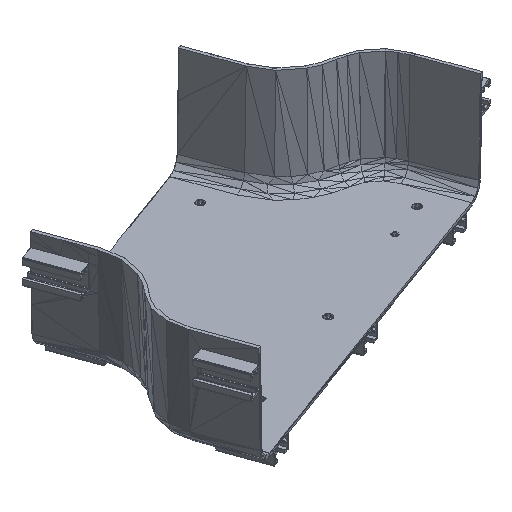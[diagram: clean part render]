
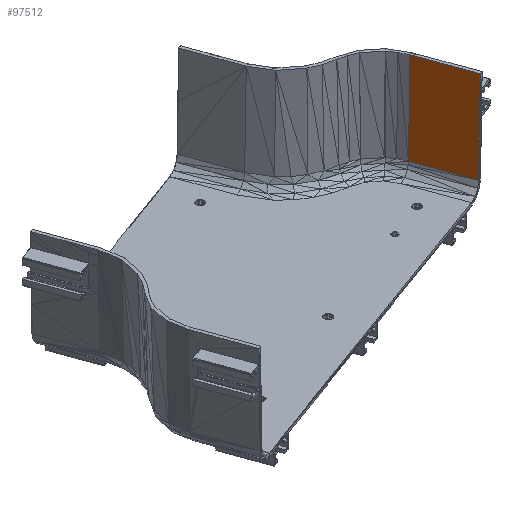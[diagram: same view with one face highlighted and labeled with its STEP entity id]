
A CAD part, isometric view. The second image highlights one B-rep face of the part: STEP entity #97512.
In plain terms, the highlighted planar face has unit normal (-0.939, -0.342, 0.03).
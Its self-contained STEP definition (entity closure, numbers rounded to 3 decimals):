
#11985 = PLANE('',#11986);
#11986 = AXIS2_PLACEMENT_3D('',#11987,#11988,#11989);
#11987 = CARTESIAN_POINT('',(-1263.901,-7724.443,
    15.95));
#11988 = DIRECTION('',(0.,0.,1.));
#11989 = DIRECTION('',(1.,0.,0.));
#43092 = VERTEX_POINT('',#43093);
#43093 = CARTESIAN_POINT('',(-1204.391,-7811.541,
    -73.406));
#43107 = PLANE('',#43108);
#43108 = AXIS2_PLACEMENT_3D('',#43109,#43110,#43111);
#43109 = CARTESIAN_POINT('',(-1202.981,-7811.028,
    -32.443));
#43110 = DIRECTION('',(0.342,-0.94,
    0.));
#43111 = DIRECTION('',(-0.94,-0.342,0.));
#43164 = PLANE('',#43165);
#43165 = AXIS2_PLACEMENT_3D('',#43166,#43167,#43168);
#43166 = CARTESIAN_POINT('',(-1214.057,-7785.372,
    -74.214));
#43167 = DIRECTION('',(-0.927,-0.338,0.162));
#43168 = DIRECTION('',(0.342,-0.94,
    0.));
#43234 = VERTEX_POINT('',#43235);
#43235 = CARTESIAN_POINT('',(-1201.899,-7810.634,
    15.95));
#43261 = EDGE_CURVE('',#43234,#43092,#43262,.T.);
#43262 = SURFACE_CURVE('',#43263,(#43267,#43274),.PCURVE_S1.);
#43263 = LINE('',#43264,#43265);
#43264 = CARTESIAN_POINT('',(-1201.899,-7810.634,
    15.95));
#43265 = VECTOR('',#43266,1.);
#43266 = DIRECTION('',(-0.028,-0.01,
    -1.));
#43267 = PCURVE('',#43107,#43268);
#43268 = DEFINITIONAL_REPRESENTATION('',(#43269),#43273);
#43269 = LINE('',#43270,#43271);
#43270 = CARTESIAN_POINT('',(-1.151,-48.393));
#43271 = VECTOR('',#43272,1.);
#43272 = DIRECTION('',(0.03,1.));
#43273 = ( GEOMETRIC_REPRESENTATION_CONTEXT(2) 
PARAMETRIC_REPRESENTATION_CONTEXT() REPRESENTATION_CONTEXT('2D SPACE',''
  ) );
#43274 = PCURVE('',#43275,#43280);
#43275 = PLANE('',#43276);
#43276 = AXIS2_PLACEMENT_3D('',#43277,#43278,#43279);
#43277 = CARTESIAN_POINT('',(-1212.422,-7785.598,
    -28.728));
#43278 = DIRECTION('',(-0.939,-0.342,
    0.03));
#43279 = DIRECTION('',(0.342,-0.94,0.));
#43280 = DEFINITIONAL_REPRESENTATION('',(#43281),#43285);
#43281 = LINE('',#43282,#43283);
#43282 = CARTESIAN_POINT('',(27.125,44.698));
#43283 = VECTOR('',#43284,1.);
#43284 = DIRECTION('',(0.,-1.));
#43285 = ( GEOMETRIC_REPRESENTATION_CONTEXT(2) 
PARAMETRIC_REPRESENTATION_CONTEXT() REPRESENTATION_CONTEXT('2D SPACE',''
  ) );
#43290 = EDGE_CURVE('',#43291,#43092,#43293,.T.);
#43291 = VERTEX_POINT('',#43292);
#43292 = CARTESIAN_POINT('',(-1222.946,-7760.563,
    -73.406));
#43293 = SURFACE_CURVE('',#43294,(#43298,#43305),.PCURVE_S1.);
#43294 = LINE('',#43295,#43296);
#43295 = CARTESIAN_POINT('',(-1222.946,-7760.563,
    -73.406));
#43296 = VECTOR('',#43297,1.);
#43297 = DIRECTION('',(0.342,-0.94,0.));
#43298 = PCURVE('',#43164,#43299);
#43299 = DEFINITIONAL_REPRESENTATION('',(#43300),#43304);
#43300 = LINE('',#43301,#43302);
#43301 = CARTESIAN_POINT('',(-26.353,0.818));
#43302 = VECTOR('',#43303,1.);
#43303 = DIRECTION('',(1.,0.));
#43304 = ( GEOMETRIC_REPRESENTATION_CONTEXT(2) 
PARAMETRIC_REPRESENTATION_CONTEXT() REPRESENTATION_CONTEXT('2D SPACE',''
  ) );
#43305 = PCURVE('',#43275,#43306);
#43306 = DEFINITIONAL_REPRESENTATION('',(#43307),#43311);
#43307 = LINE('',#43308,#43309);
#43308 = CARTESIAN_POINT('',(-27.125,-44.698));
#43309 = VECTOR('',#43310,1.);
#43310 = DIRECTION('',(1.,0.));
#43311 = ( GEOMETRIC_REPRESENTATION_CONTEXT(2) 
PARAMETRIC_REPRESENTATION_CONTEXT() REPRESENTATION_CONTEXT('2D SPACE',''
  ) );
#53265 = VERTEX_POINT('',#53266);
#53266 = CARTESIAN_POINT('',(-1220.453,-7759.655,
    15.95));
#53275 = PLANE('',#53276);
#53276 = AXIS2_PLACEMENT_3D('',#53277,#53278,#53279);
#53277 = CARTESIAN_POINT('',(-1222.643,-7757.958,
    -26.599));
#53278 = DIRECTION('',(-0.904,-0.426,0.03
    ));
#53279 = DIRECTION('',(0.426,-0.905,0.
    ));
#53315 = EDGE_CURVE('',#53265,#43291,#53316,.T.);
#53316 = SURFACE_CURVE('',#53317,(#53321,#53328),.PCURVE_S1.);
#53317 = LINE('',#53318,#53319);
#53318 = CARTESIAN_POINT('',(-1220.453,-7759.655,
    15.95));
#53319 = VECTOR('',#53320,1.);
#53320 = DIRECTION('',(-0.028,-0.01,
    -1.));
#53321 = PCURVE('',#53275,#53322);
#53322 = DEFINITIONAL_REPRESENTATION('',(#53323),#53327);
#53323 = LINE('',#53324,#53325);
#53324 = CARTESIAN_POINT('',(2.468,42.568));
#53325 = VECTOR('',#53326,1.);
#53326 = DIRECTION('',(-0.003,-1.));
#53327 = ( GEOMETRIC_REPRESENTATION_CONTEXT(2) 
PARAMETRIC_REPRESENTATION_CONTEXT() REPRESENTATION_CONTEXT('2D SPACE',''
  ) );
#53328 = PCURVE('',#43275,#53329);
#53329 = DEFINITIONAL_REPRESENTATION('',(#53330),#53334);
#53330 = LINE('',#53331,#53332);
#53331 = CARTESIAN_POINT('',(-27.125,44.698));
#53332 = VECTOR('',#53333,1.);
#53333 = DIRECTION('',(0.,-1.));
#53334 = ( GEOMETRIC_REPRESENTATION_CONTEXT(2) 
PARAMETRIC_REPRESENTATION_CONTEXT() REPRESENTATION_CONTEXT('2D SPACE',''
  ) );
#95026 = EDGE_CURVE('',#43234,#53265,#95027,.T.);
#95027 = SURFACE_CURVE('',#95028,(#95032,#95039),.PCURVE_S1.);
#95028 = LINE('',#95029,#95030);
#95029 = CARTESIAN_POINT('',(-1201.899,-7810.634,
    15.95));
#95030 = VECTOR('',#95031,1.);
#95031 = DIRECTION('',(-0.342,0.94,0.));
#95032 = PCURVE('',#11985,#95033);
#95033 = DEFINITIONAL_REPRESENTATION('',(#95034),#95038);
#95034 = LINE('',#95035,#95036);
#95035 = CARTESIAN_POINT('',(62.002,-86.191));
#95036 = VECTOR('',#95037,1.);
#95037 = DIRECTION('',(-0.342,0.94));
#95038 = ( GEOMETRIC_REPRESENTATION_CONTEXT(2) 
PARAMETRIC_REPRESENTATION_CONTEXT() REPRESENTATION_CONTEXT('2D SPACE',''
  ) );
#95039 = PCURVE('',#43275,#95040);
#95040 = DEFINITIONAL_REPRESENTATION('',(#95041),#95045);
#95041 = LINE('',#95042,#95043);
#95042 = CARTESIAN_POINT('',(27.125,44.698));
#95043 = VECTOR('',#95044,1.);
#95044 = DIRECTION('',(-1.,0.));
#95045 = ( GEOMETRIC_REPRESENTATION_CONTEXT(2) 
PARAMETRIC_REPRESENTATION_CONTEXT() REPRESENTATION_CONTEXT('2D SPACE',''
  ) );
#97512 = ADVANCED_FACE('',(#97513),#43275,.T.);
#97513 = FACE_BOUND('',#97514,.T.);
#97514 = EDGE_LOOP('',(#97515,#97516,#97517,#97518));
#97515 = ORIENTED_EDGE('',*,*,#43290,.T.);
#97516 = ORIENTED_EDGE('',*,*,#43261,.F.);
#97517 = ORIENTED_EDGE('',*,*,#95026,.T.);
#97518 = ORIENTED_EDGE('',*,*,#53315,.T.);
